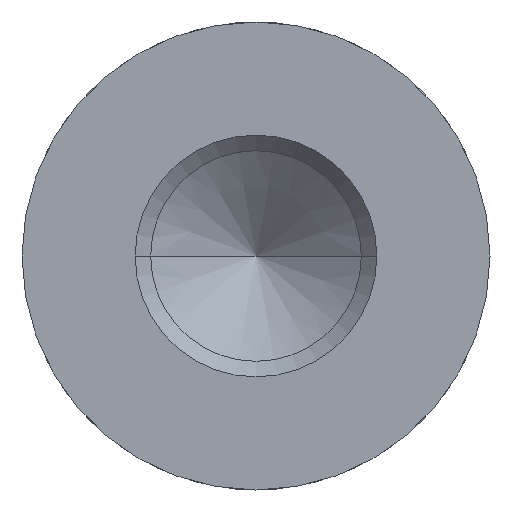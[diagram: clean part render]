
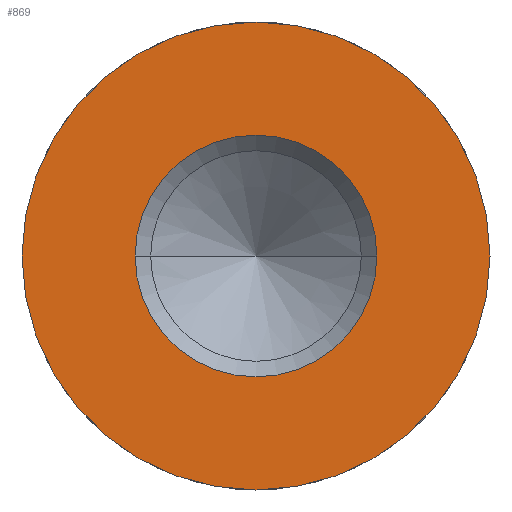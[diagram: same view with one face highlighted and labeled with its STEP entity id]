
A CAD part, front view. The second image highlights one B-rep face of the part: STEP entity #869.
In plain terms, the highlighted planar face has unit normal (0, -1, 0).
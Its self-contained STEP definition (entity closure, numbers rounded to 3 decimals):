
#229=CARTESIAN_POINT('',(0.,0.,0.));
#230=DIRECTION('',(0.,1.,0.));
#231=DIRECTION('',(1.,0.,0.));
#232=AXIS2_PLACEMENT_3D('',#229,#230,#231);
#234=CARTESIAN_POINT('',(0.,0.,0.));
#235=DIRECTION('',(0.,-1.,0.));
#236=DIRECTION('',(1.,0.,0.));
#237=AXIS2_PLACEMENT_3D('',#234,#235,#236);
#239=CARTESIAN_POINT('',(0.,0.,0.));
#240=DIRECTION('',(0.,1.,0.));
#241=DIRECTION('',(1.,0.,0.));
#242=AXIS2_PLACEMENT_3D('',#239,#240,#241);
#244=CARTESIAN_POINT('',(0.,0.,0.));
#245=DIRECTION('',(0.,1.,0.));
#246=DIRECTION('',(-1.,0.,0.));
#247=AXIS2_PLACEMENT_3D('',#244,#245,#246);
#547=CARTESIAN_POINT('',(15.,0.,0.));
#548=VERTEX_POINT('',#547);
#549=CARTESIAN_POINT('',(-15.,0.,0.));
#550=VERTEX_POINT('',#549);
#567=CARTESIAN_POINT('',(7.75,0.,0.));
#568=CARTESIAN_POINT('',(-7.75,0.,0.));
#569=VERTEX_POINT('',#567);
#570=VERTEX_POINT('',#568);
#854=CARTESIAN_POINT('',(0.,0.,0.));
#855=DIRECTION('',(0.,-1.,0.));
#856=DIRECTION('',(-1.,0.,0.));
#857=AXIS2_PLACEMENT_3D('',#854,#855,#856);
#858=PLANE('',#857);
#859=ORIENTED_EDGE('',*,*,#836,.T.);
#860=ORIENTED_EDGE('',*,*,#847,.F.);
#861=EDGE_LOOP('',(#859,#860));
#862=FACE_OUTER_BOUND('',#861,.F.);
#864=ORIENTED_EDGE('',*,*,#863,.F.);
#866=ORIENTED_EDGE('',*,*,#865,.F.);
#867=EDGE_LOOP('',(#864,#866));
#868=FACE_BOUND('',#867,.F.);
#869=ADVANCED_FACE('',(#862,#868),#858,.T.);
#233=CIRCLE('',#232,15.);
#238=CIRCLE('',#237,15.);
#243=CIRCLE('',#242,7.75);
#248=CIRCLE('',#247,7.75);
#836=EDGE_CURVE('',#548,#550,#233,.T.);
#847=EDGE_CURVE('',#548,#550,#238,.T.);
#863=EDGE_CURVE('',#569,#570,#243,.T.);
#865=EDGE_CURVE('',#570,#569,#248,.T.);
